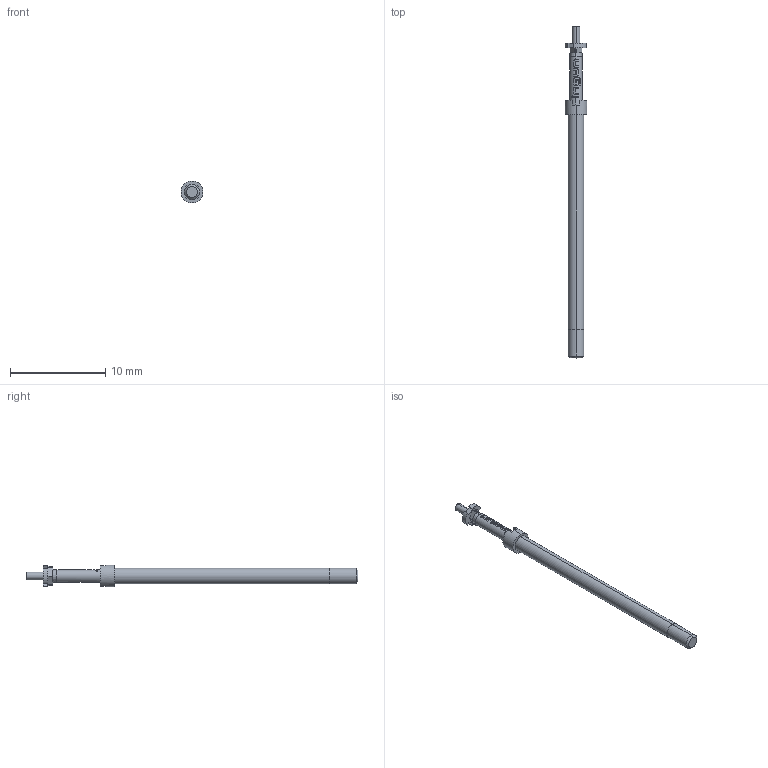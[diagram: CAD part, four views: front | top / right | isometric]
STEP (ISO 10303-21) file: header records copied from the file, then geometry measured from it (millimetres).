
FILE_DESCRIPTION (( 'STEP AP203' ), '1' );
FILE_NAME ('INGUN_T-912_302_080_180_230Axx02M.STEP', '2022-02-09T06:22:59', ( 'ochi' ), ( '' ), 'SwSTEP 2.0', 'SolidWorks 2018', '' );
FILE_SCHEMA (( 'CONFIG_CONTROL_DESIGN' ));
Length unit declared in the file: millimetre
Products named in the file (1): INGUN_T-912_302_080_180_230Axx02M
Bounding box: 2.3 x 34.8 x 2.3 mm (x, y, z)
Volume: 70 mm3; surface area: 188.8 mm2
Topology: 1 solids, 1 shells, 135 faces, 378 edges, 249 vertices
Faces by surface type: plane 76, cylinder 30, bspline 22, cone 7
Entity records: 4720 total; most frequent: CARTESIAN_POINT 1295, ORIENTED_EDGE 756, DIRECTION 633, EDGE_CURVE 378, VERTEX_POINT 249, AXIS2_PLACEMENT_3D 231, LINE 171, VECTOR 171
